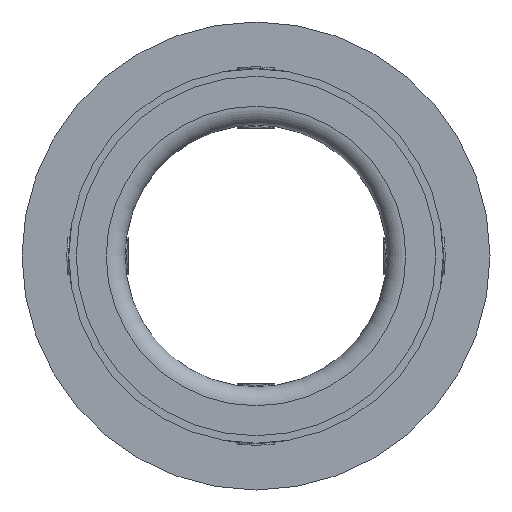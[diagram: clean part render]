
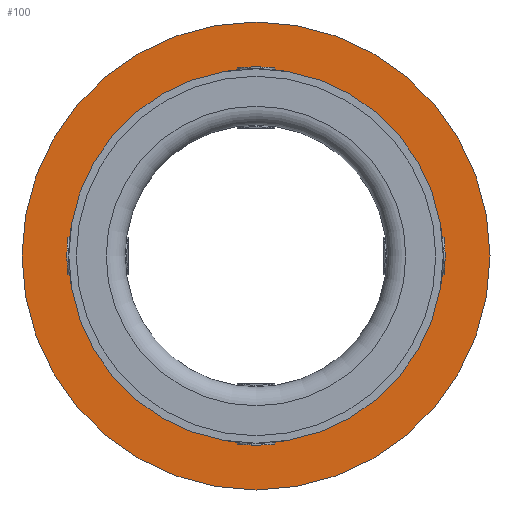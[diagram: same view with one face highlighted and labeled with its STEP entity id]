
A CAD part, left-side view. The second image highlights one B-rep face of the part: STEP entity #100.
In plain terms, the highlighted planar face has unit normal (-1, 0, 0).
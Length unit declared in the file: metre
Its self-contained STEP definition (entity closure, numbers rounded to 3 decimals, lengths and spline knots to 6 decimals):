
#100=ADVANCED_FACE('',(#223,#224),#225,.T.);
#223=FACE_OUTER_BOUND('',#342,.T.);
#224=FACE_BOUND('',#343,.T.);
#225=PLANE('',#344);
#342=EDGE_LOOP('',(#503));
#343=EDGE_LOOP('',(#504));
#344=AXIS2_PLACEMENT_3D('',#505,#506,#507);
#503=ORIENTED_EDGE('',*,*,#563,.F.);
#504=ORIENTED_EDGE('',*,*,#528,.T.);
#505=CARTESIAN_POINT('',(0.011,0.0125,0.0));
#506=DIRECTION('',(-1.0,0.0,0.0));
#507=DIRECTION('',(0.0,0.0,1.0));
#528=EDGE_CURVE('',#586,#586,#587,.T.);
#563=EDGE_CURVE('',#642,#642,#643,.T.);
#586=VERTEX_POINT('',#706);
#587=CIRCLE('',#707,0.01);
#642=VERTEX_POINT('',#999);
#643=CIRCLE('',#1000,0.0125);
#706=CARTESIAN_POINT('',(0.011,0.0,-0.01));
#707=AXIS2_PLACEMENT_3D('',#1039,#1040,#1041);
#999=CARTESIAN_POINT('',(0.011,0.0,-0.0125));
#1000=AXIS2_PLACEMENT_3D('',#1063,#1064,#1065);
#1039=CARTESIAN_POINT('',(0.011,0.0,0.0));
#1040=DIRECTION('',(1.0,0.0,-0.0));
#1041=DIRECTION('',(-0.0,0.0,-1.0));
#1063=CARTESIAN_POINT('',(0.011,0.0,0.0));
#1064=DIRECTION('',(1.0,0.0,-0.0));
#1065=DIRECTION('',(-0.0,0.0,-1.0));
